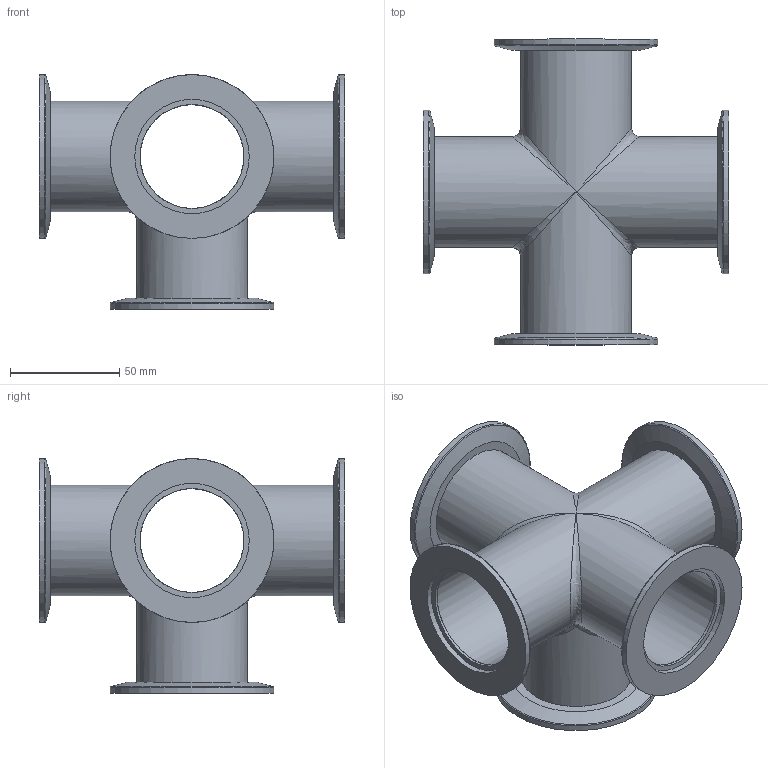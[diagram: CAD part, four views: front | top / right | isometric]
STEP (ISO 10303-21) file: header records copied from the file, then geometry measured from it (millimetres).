
FILE_DESCRIPTION (( 'STEP AP214' ), '1' );
FILE_NAME ('FULLVAC X51KF50.STEP', '2019-04-23T14:33:31', ( '' ), ( '' ), 'SwSTEP 2.0', 'SolidWorks 2017', '' );
FILE_SCHEMA (( 'AUTOMOTIVE_DESIGN' ));
Length unit declared in the file: millimetre
Products named in the file (3): FULLVAC X51KF50; 2^FULLVAC X51KF50; 1^FULLVAC X51KF50
Assembly tree (6 placements, depth 2):
  FULLVAC X51KF50
    1^FULLVAC X51KF50
    2^FULLVAC X51KF50  x5
Bounding box: 140 x 140 x 107.5 mm (x, y, z)
Volume: 111182.9 mm3; surface area: 106819.8 mm2
Topology: 6 solids, 6 shells, 89 faces, 180 edges, 102 vertices
Faces by surface type: cylinder 30, bspline 29, plane 25, cone 5
Full cylindrical faces by diameter (mm): 47.5 x5, 47.6 x5, 50.8 x5, 51.1 x5, 52.4 x5, 75 x5
Entity records: 5541 total; most frequent: CARTESIAN_POINT 4138, ORIENTED_EDGE 152, DIRECTION 106, EDGE_CURVE 76, EDGE_LOOP 74, FACE_OUTER_BOUND 64, UNCERTAINTY_MEASURE_WITH_UNIT 56, B_SPLINE_CURVE_WITH_KNOTS 56
